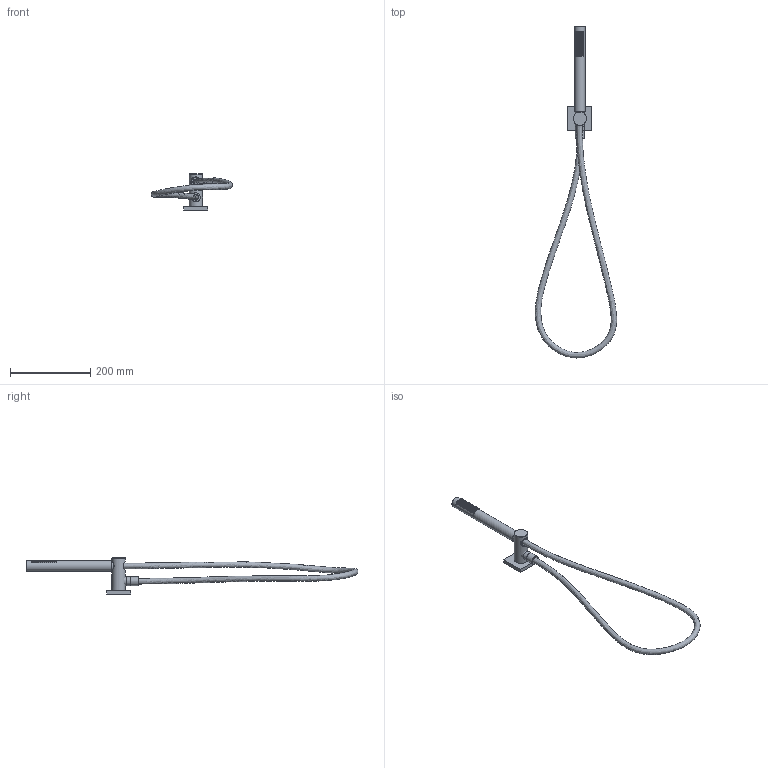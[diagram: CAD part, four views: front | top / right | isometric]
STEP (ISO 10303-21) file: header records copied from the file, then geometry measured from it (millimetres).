
FILE_DESCRIPTION (( 'STEP AP203' ), '1' );
FILE_NAME ('27802970-00.STEP', '2019-07-17T04:58:53', ( '' ), ( '' ), 'SwSTEP 2.0', 'SolidWorks 2017', '' );
FILE_SCHEMA (( 'CONFIG_CONTROL_DESIGN' ));
Length unit declared in the file: millimetre
Products named in the file (11): Planungsmodell_Einsatz-+-04.12.11.140.10_02_K1; Planungsmodell_Einsatz-+-04.12.11.140.10_03_K1; Planungsmodell_Handbrause-+-04.12.11.140.10_01_PDB_04121114010-00; Planungsmodell_Rohr_gerade-+-28.568.780-10_ _K249_22x31; Planungsmodell_Steckhuelse-+-09.18.40.216.90-01; Planungsmodell_Rosette-+-09.27.97.043.90-01; Planungsmodell_Haube-+-09.21.02.069.90-01_K1_22 x 31 x 22; Planungsmodell_Anschluss-+-09.11.03.124.90-01; Planungsmodell_Schlauch-+-09.30.02.072-1; Planungsmodell_Koerper-+-04.12.11.140.10_04_K1; 27802970-00
Assembly tree (11 placements, depth 4):
  27802970-00
    Planungsmodell_Anschluss-+-09.11.03.124.90-01
    Planungsmodell_Handbrause-+-04.12.11.140.10_01_PDB_04121114010-00
      Planungsmodell_Koerper-+-04.12.11.140.10_04_K1
      Planungsmodell_Einsatz-+-04.12.11.140.10_03_K1
        Planungsmodell_Einsatz-+-04.12.11.140.10_02_K1
    Planungsmodell_Rohr_gerade-+-28.568.780-10_ _K249_22x31  x2
    Planungsmodell_Steckhuelse-+-09.18.40.216.90-01
    Planungsmodell_Rosette-+-09.27.97.043.90-01
    Planungsmodell_Haube-+-09.21.02.069.90-01_K1_22 x 31 x 22
    Planungsmodell_Schlauch-+-09.30.02.072-1
Bounding box: 203.05 x 828.28 x 90.01 mm (x, y, z)
Volume: 439971.7 mm3; surface area: 112836.3 mm2
Topology: 9 solids, 9 shells, 244 faces, 473 edges, 314 vertices
Faces by surface type: plane 93, cylinder 79, torus 70, sphere 1, bspline 1
Full cylindrical faces by diameter (mm): 3 x65, 22 x3, 24.7 x1, 26 x1, 33.5 x1
Entity records: 10066 total; most frequent: CARTESIAN_POINT 4933, DIRECTION 846, ORIENTED_EDGE 520, EDGE_LOOP 450, AXIS2_PLACEMENT_3D 409, FACE_OUTER_BOUND 382, EDGE_CURVE 260, VERTEX_POINT 244
